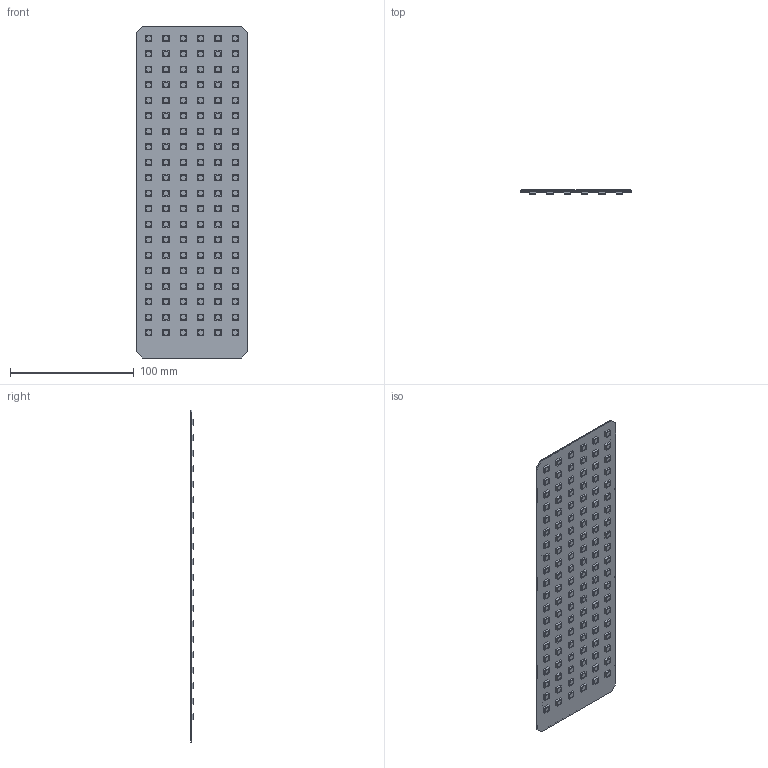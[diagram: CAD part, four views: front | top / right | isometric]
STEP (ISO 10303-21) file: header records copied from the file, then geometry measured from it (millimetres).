
FILE_DESCRIPTION(('FreeCAD Model'),'2;1');
FILE_NAME('ccc.step', '2017-09-12T09:11:14',('Author'),(''), 'Open CASCADE STEP processor 6.8','FreeCAD','Unknown');
FILE_SCHEMA(('AUTOMOTIVE_DESIGN_CC2 { 1 2 10303 214 -1 1 5 4 }'));
Length unit declared in the file: millimetre
Products named in the file (5): ASSEMBLY; M_LPL2_LED_TAPE; E_DJDMP_DLC-5054YL3-Z0-064; E_DJDMP_DLC-5054IUR3-Z0-063; PCB_LPL2_LED
Assembly tree (122 placements, depth 2):
  ASSEMBLY
    M_LPL2_LED_TAPE
    E_DJDMP_DLC-5054YL3-Z0-064  x60
    E_DJDMP_DLC-5054IUR3-Z0-063  x60
    PCB_LPL2_LED
Bounding box: 90 x 2.9 x 268 mm (x, y, z)
Volume: 35429.5 mm3; surface area: 105319.7 mm2
Topology: 122 solids, 122 shells, 1132 faces, 2784 edges, 2016 vertices
Faces by surface type: plane 884, cylinder 248
Entity records: 7060 total; most frequent: CARTESIAN_POINT 2277, DIRECTION 918, LINE 444, VECTOR 444, ORIENTED_EDGE 376, PCURVE 376, DEFINITIONAL_REPRESENTATION 376, AXIS2_PLACEMENT_3D 225
